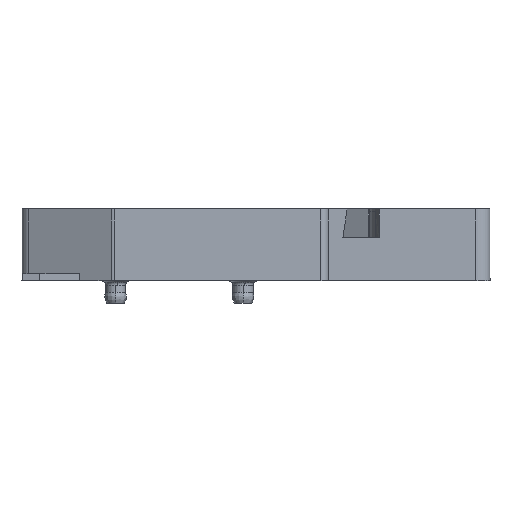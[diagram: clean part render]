
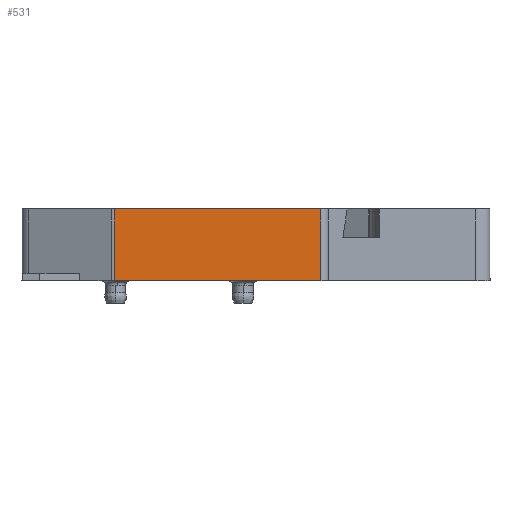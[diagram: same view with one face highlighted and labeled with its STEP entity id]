
A CAD part, left-side view. The second image highlights one B-rep face of the part: STEP entity #531.
In plain terms, the highlighted planar face has unit normal (-1, 0, 0).
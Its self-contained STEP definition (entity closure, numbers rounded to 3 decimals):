
#236=FACE_OUTER_BOUND('',#960,.T.);
#531=ADVANCED_FACE('',(#236),#769,.T.);
#769=PLANE('',#5314);
#960=EDGE_LOOP('',(#1935,#1936,#1937,#1938));
#1935=ORIENTED_EDGE('',*,*,#3828,.F.);
#1936=ORIENTED_EDGE('',*,*,#3724,.F.);
#1937=ORIENTED_EDGE('',*,*,#3827,.F.);
#1938=ORIENTED_EDGE('',*,*,#3515,.T.);
#3003=VERTEX_POINT('',#7291);
#3004=VERTEX_POINT('',#7293);
#3206=VERTEX_POINT('',#7717);
#3207=VERTEX_POINT('',#7719);
#3515=EDGE_CURVE('',#3004,#3003,#4231,.T.);
#3724=EDGE_CURVE('',#3206,#3207,#4343,.T.);
#3827=EDGE_CURVE('',#3004,#3206,#4411,.T.);
#3828=EDGE_CURVE('',#3207,#3003,#4412,.T.);
#4231=LINE('',#7292,#4704);
#4343=LINE('',#7718,#4816);
#4411=LINE('',#7919,#4884);
#4412=LINE('',#7921,#4885);
#4704=VECTOR('',#5736,1.);
#4816=VECTOR('',#6042,1.);
#4884=VECTOR('',#6236,1.);
#4885=VECTOR('',#6239,1.);
#5314=AXIS2_PLACEMENT_3D('',#7922,#6240,#6241);
#5736=DIRECTION('',(0.,1.,0.));
#6042=DIRECTION('',(0.,1.,0.));
#6236=DIRECTION('',(0.,0.,-1.));
#6239=DIRECTION('',(0.,0.,1.));
#6240=DIRECTION('',(-1.,0.,0.));
#6241=DIRECTION('',(0.,-1.,0.));
#7291=CARTESIAN_POINT('',(-26.5,26.09,2.5));
#7292=CARTESIAN_POINT('',(-26.5,11.75,2.5));
#7293=CARTESIAN_POINT('',(-26.5,11.75,2.5));
#7717=CARTESIAN_POINT('',(-26.5,11.75,-2.5));
#7718=CARTESIAN_POINT('',(-26.5,11.75,-2.5));
#7719=CARTESIAN_POINT('',(-26.5,26.09,-2.5));
#7919=CARTESIAN_POINT('',(-26.5,11.75,2.5));
#7921=CARTESIAN_POINT('',(-26.5,26.09,-2.5));
#7922=CARTESIAN_POINT('',(-26.5,32.5,-2.5));
